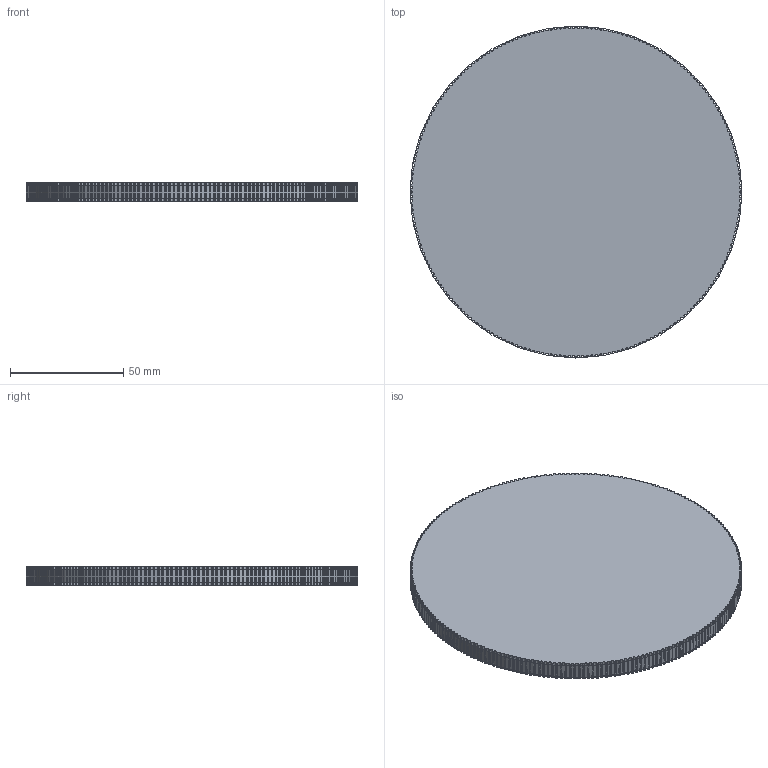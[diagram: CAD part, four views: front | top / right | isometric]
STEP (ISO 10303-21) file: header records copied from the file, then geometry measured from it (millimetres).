
FILE_DESCRIPTION('2;1');
FILE_NAME(/* name */ 'gt2_pulley_t230.stp',/* time_stamp */ '2022-07-26T03:40:34+09:00',/* author */ (''),/* organization */ (''),/* preprocessor_version */ '',/* originating_system */ '',/* authorisation */ '');
FILE_SCHEMA (('AP203_CONFIGURATION_CONTROLLED_3D_DESIGN_OF_MECHANICAL_PARTS_AND_ASSEMBLIES_MIM_LF { 1 0 10303 403 2 1 2}'));
Length unit declared in the file: millimetre
Products named in the file (1): gt2_pulley_t230
Bounding box: 146.42 x 146.42 x 8 mm (x, y, z)
Volume: 132434.6 mm3; surface area: 41058.5 mm2
Topology: 1 solids, 2 shells, 923 faces, 2763 edges, 1842 vertices
Faces by surface type: cylinder 921, plane 2
Full cylindrical faces by diameter (mm): 146.423 x1
Entity records: 32358 total; most frequent: DIRECTION 6452, CARTESIAN_POINT 5528, ORIENTED_EDGE 5522, AXIS2_PLACEMENT_3D 2766, EDGE_CURVE 2762, VERTEX_POINT 1842, CIRCLE 1842, EDGE_LOOP 924
